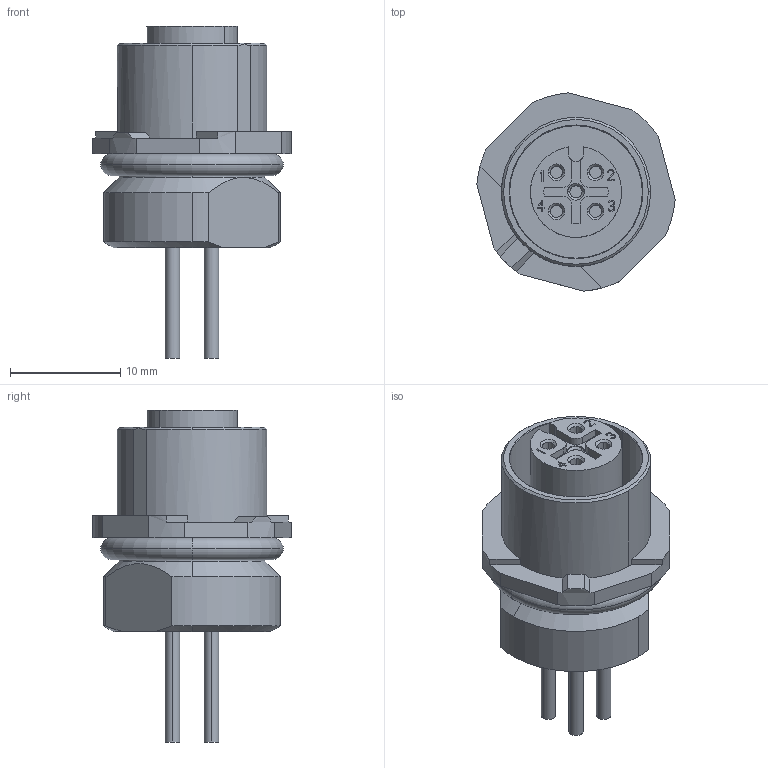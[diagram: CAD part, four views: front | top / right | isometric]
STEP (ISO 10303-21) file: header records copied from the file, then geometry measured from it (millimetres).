
FILE_DESCRIPTION((''),'2;1');
FILE_NAME('DM_CAD-2051','2014-12-04T',('Creinig-se'),(''),'PRO/ENGINEER BY PARAMETRIC TECHNOLOGY CORPORATION, 2013050','PRO/ENGINEER BY PARAMETRIC TECHNOLOGY CORPORATION, 2013050','');
FILE_SCHEMA(('CONFIG_CONTROL_DESIGN'));
Length unit declared in the file: millimetre
Products named in the file (1): DM_CAD-2051
Bounding box: 17.95 x 17.95 x 30.05 mm (x, y, z)
Volume: 2790.1 mm3; surface area: 2281.7 mm2
Topology: 1 solids, 1 shells, 237 faces, 651 edges, 433 vertices
Faces by surface type: plane 154, cylinder 56, cone 21, torus 6
Entity records: 11708 total; most frequent: CARTESIAN_POINT 1381, ORIENTED_EDGE 1302, DIRECTION 1289, PRESENTATION_STYLE_ASSIGNMENT 827, STYLED_ITEM 652, CURVE_STYLE 651, EDGE_CURVE 651, VECTOR 461
